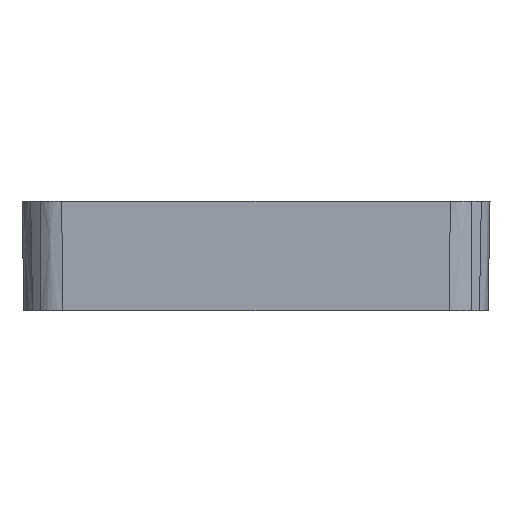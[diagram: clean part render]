
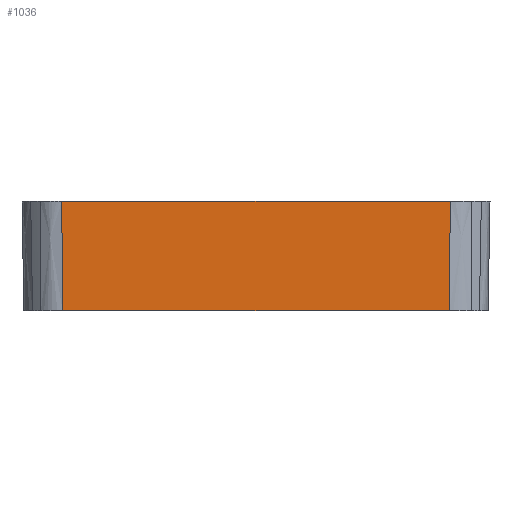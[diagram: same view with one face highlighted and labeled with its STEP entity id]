
A CAD part, left-side view. The second image highlights one B-rep face of the part: STEP entity #1036.
In plain terms, the highlighted planar face has unit normal (-1, 0, -0.018).
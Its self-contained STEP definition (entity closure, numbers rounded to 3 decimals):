
#102 = B_SPLINE_CURVE_WITH_KNOTS ( 'NONE', 3,
 ( #1328, #1341, #1342, #1343, #1344, #1345, #1346 ),
 .UNSPECIFIED., .F., .F.,
 ( 4, 3, 4 ),
 ( 0., 0.004, 0.007 ),
 .UNSPECIFIED. ) ;
#116 = B_SPLINE_CURVE_WITH_KNOTS ( 'NONE', 3,
 ( #1445, #1459, #1460, #1461, #1462, #1463, #1464 ),
 .UNSPECIFIED., .F., .F.,
 ( 4, 3, 4 ),
 ( 0., 0.003, 0.007 ),
 .UNSPECIFIED. ) ;
#657 = CARTESIAN_POINT ( 'NONE',  ( -14.878, 13.182, 0. ) ) ;
#658 = PLANE ( 'NONE',  #2362 ) ;
#667 = DIRECTION ( 'NONE',  ( -1., 0., -0.017 ) ) ;
#668 = DIRECTION ( 'NONE',  ( -0.017, 0., 1. ) ) ;
#782 = CARTESIAN_POINT ( 'NONE',  ( -15., -12.45, 7. ) ) ;
#794 = CARTESIAN_POINT ( 'NONE',  ( -14.878, -12.401, 0. ) ) ;
#1036 = ADVANCED_FACE ( 'NONE', ( #1185 ), #658, .T. ) ;
#1151 = LINE ( 'NONE', #1386, #1156 ) ;
#1156 = VECTOR ( 'NONE', #1387, 1000. ) ;
#1173 = LINE ( 'NONE', #1296, #1189 ) ;
#1185 = FACE_OUTER_BOUND ( 'NONE', #3381, .T. ) ;
#1189 = VECTOR ( 'NONE', #1298, 1000. ) ;
#1296 = CARTESIAN_POINT ( 'NONE',  ( -15., 13.182, 7. ) ) ;
#1298 = DIRECTION ( 'NONE',  ( 0., -1., 0. ) ) ;
#1328 = CARTESIAN_POINT ( 'NONE',  ( -14.878, -12.401, 0. ) ) ;
#1341 = CARTESIAN_POINT ( 'NONE',  ( -14.898, -12.409, 1.168 ) ) ;
#1342 = CARTESIAN_POINT ( 'NONE',  ( -14.919, -12.417, 2.337 ) ) ;
#1343 = CARTESIAN_POINT ( 'NONE',  ( -14.939, -12.425, 3.505 ) ) ;
#1344 = CARTESIAN_POINT ( 'NONE',  ( -14.959, -12.434, 4.67 ) ) ;
#1345 = CARTESIAN_POINT ( 'NONE',  ( -14.98, -12.442, 5.835 ) ) ;
#1346 = CARTESIAN_POINT ( 'NONE',  ( -15., -12.45, 7. ) ) ;
#1386 = CARTESIAN_POINT ( 'NONE',  ( -14.878, 13.182, 0. ) ) ;
#1387 = DIRECTION ( 'NONE',  ( 0., -1., 0. ) ) ;
#1445 = CARTESIAN_POINT ( 'NONE',  ( -15., 12.45, 7. ) ) ;
#1459 = CARTESIAN_POINT ( 'NONE',  ( -14.98, 12.442, 5.835 ) ) ;
#1460 = CARTESIAN_POINT ( 'NONE',  ( -14.959, 12.434, 4.67 ) ) ;
#1461 = CARTESIAN_POINT ( 'NONE',  ( -14.939, 12.425, 3.505 ) ) ;
#1462 = CARTESIAN_POINT ( 'NONE',  ( -14.919, 12.417, 2.337 ) ) ;
#1463 = CARTESIAN_POINT ( 'NONE',  ( -14.898, 12.409, 1.168 ) ) ;
#1464 = CARTESIAN_POINT ( 'NONE',  ( -14.878, 12.401, 0. ) ) ;
#1630 = VERTEX_POINT ( 'NONE', #782 ) ;
#1800 = CARTESIAN_POINT ( 'NONE',  ( -15., 12.45, 7. ) ) ;
#1811 = CARTESIAN_POINT ( 'NONE',  ( -14.878, 12.401, 0. ) ) ;
#2362 = AXIS2_PLACEMENT_3D ( 'NONE', #657, #667, #668 ) ;
#2431 = VERTEX_POINT ( 'NONE', #794 ) ;
#2856 = EDGE_CURVE ( 'NONE', #3714, #1630, #1173, .T. ) ;
#2866 = EDGE_CURVE ( 'NONE', #2431, #1630, #102, .T. ) ;
#2874 = EDGE_CURVE ( 'NONE', #3729, #2431, #1151, .T. ) ;
#2889 = EDGE_CURVE ( 'NONE', #3714, #3729, #116, .T. ) ;
#3381 = EDGE_LOOP ( 'NONE', ( #3423, #3448, #3449, #3457 ) ) ;
#3423 = ORIENTED_EDGE ( 'NONE', *, *, #2856, .F. ) ;
#3448 = ORIENTED_EDGE ( 'NONE', *, *, #2889, .T. ) ;
#3449 = ORIENTED_EDGE ( 'NONE', *, *, #2874, .T. ) ;
#3457 = ORIENTED_EDGE ( 'NONE', *, *, #2866, .T. ) ;
#3714 = VERTEX_POINT ( 'NONE', #1800 ) ;
#3729 = VERTEX_POINT ( 'NONE', #1811 ) ;
